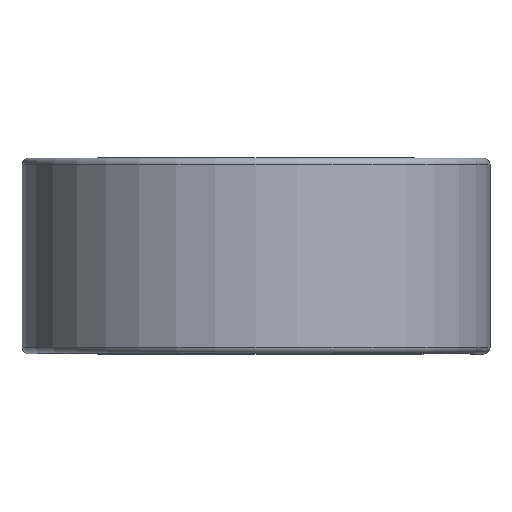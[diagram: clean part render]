
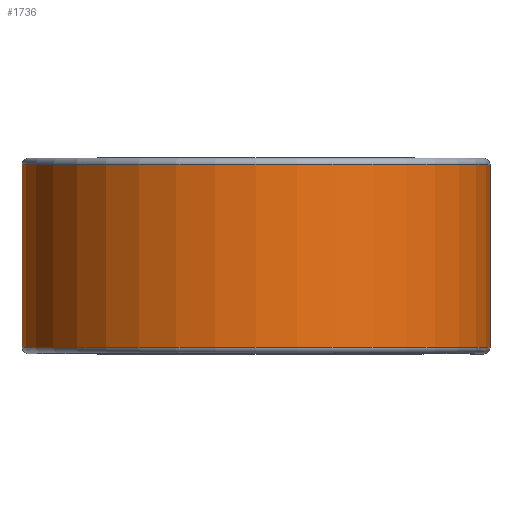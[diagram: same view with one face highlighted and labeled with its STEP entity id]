
A CAD part, top view. The second image highlights one B-rep face of the part: STEP entity #1736.
In plain terms, the highlighted cylindrical face has radius 28.512 mm (diameter 57.023 mm), a partial arc.
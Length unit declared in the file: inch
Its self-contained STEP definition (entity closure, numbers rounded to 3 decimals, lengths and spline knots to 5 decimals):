
#58 = EDGE_CURVE ( 'NONE', #1121, #615, #1757, .T. ) ;
#138 = VECTOR ( 'NONE', #1547, 39.37008 ) ;
#234 = LINE ( 'NONE', #1368, #138 ) ;
#380 = CARTESIAN_POINT ( 'NONE',  ( 0., -0.43875, -1.1225 ) ) ;
#615 = VERTEX_POINT ( 'NONE', #1097 ) ;
#762 = CIRCLE ( 'NONE', #2087, 1.1225 ) ;
#763 = DIRECTION ( 'NONE',  ( 0., -1., 0. ) ) ;
#1025 = CARTESIAN_POINT ( 'NONE',  ( 0., 0.43875, -1.1225 ) ) ;
#1053 = VERTEX_POINT ( 'NONE', #2089 ) ;
#1069 = FACE_OUTER_BOUND ( 'NONE', #2265, .T. ) ;
#1072 = CARTESIAN_POINT ( 'NONE',  ( 0., 0.4375, 0. ) ) ;
#1076 = CARTESIAN_POINT ( 'NONE',  ( 0., 0.43875, 0. ) ) ;
#1082 = EDGE_CURVE ( 'NONE', #1298, #615, #1929, .T. ) ;
#1093 = ORIENTED_EDGE ( 'NONE', *, *, #1082, .F. ) ;
#1097 = CARTESIAN_POINT ( 'NONE',  ( 0., 0.43875, -1.1225 ) ) ;
#1121 = VERTEX_POINT ( 'NONE', #1215 ) ;
#1215 = CARTESIAN_POINT ( 'NONE',  ( 1.1225, 0.43875, 0. ) ) ;
#1226 = AXIS2_PLACEMENT_3D ( 'NONE', #1076, #1456, #1451 ) ;
#1245 = CYLINDRICAL_SURFACE ( 'NONE', #2131, 1.1225 ) ;
#1273 = ORIENTED_EDGE ( 'NONE', *, *, #1867, .F. ) ;
#1298 = VERTEX_POINT ( 'NONE', #380 ) ;
#1368 = CARTESIAN_POINT ( 'NONE',  ( 1.1225, 0.43875, 0. ) ) ;
#1400 = DIRECTION ( 'NONE',  ( 0., 1., 0. ) ) ;
#1451 = DIRECTION ( 'NONE',  ( 0., 0., -1. ) ) ;
#1456 = DIRECTION ( 'NONE',  ( 0., -1., 0. ) ) ;
#1490 = EDGE_CURVE ( 'NONE', #1053, #1121, #234, .T. ) ;
#1491 = CARTESIAN_POINT ( 'NONE',  ( 0., -0.43875, 0. ) ) ;
#1547 = DIRECTION ( 'NONE',  ( 0., 1., 0. ) ) ;
#1736 = ADVANCED_FACE ( 'NONE', ( #1069 ), #1245, .T. ) ;
#1757 = CIRCLE ( 'NONE', #1226, 1.1225 ) ;
#1782 = ORIENTED_EDGE ( 'NONE', *, *, #1490, .T. ) ;
#1867 = EDGE_CURVE ( 'NONE', #1053, #1298, #762, .T. ) ;
#1929 = LINE ( 'NONE', #1025, #1979 ) ;
#1968 = ORIENTED_EDGE ( 'NONE', *, *, #58, .T. ) ;
#1979 = VECTOR ( 'NONE', #1400, 39.37008 ) ;
#2025 = DIRECTION ( 'NONE',  ( 0., 0., -1. ) ) ;
#2087 = AXIS2_PLACEMENT_3D ( 'NONE', #1491, #763, #2025 ) ;
#2089 = CARTESIAN_POINT ( 'NONE',  ( 1.1225, -0.43875, 0. ) ) ;
#2131 = AXIS2_PLACEMENT_3D ( 'NONE', #1072, #2141, #2145 ) ;
#2141 = DIRECTION ( 'NONE',  ( 0., -1., 0. ) ) ;
#2145 = DIRECTION ( 'NONE',  ( 0., 0., -1. ) ) ;
#2265 = EDGE_LOOP ( 'NONE', ( #1782, #1968, #1093, #1273 ) ) ;
